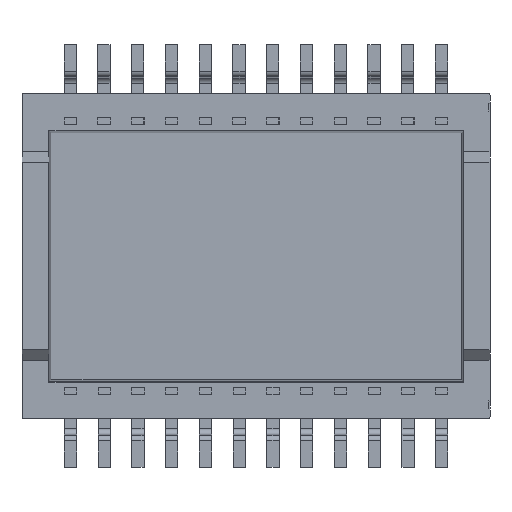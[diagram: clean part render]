
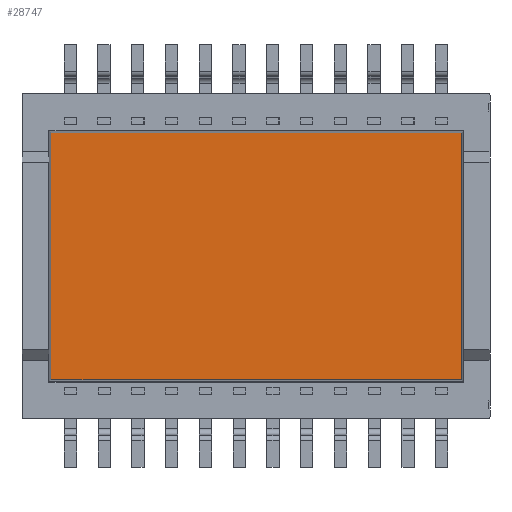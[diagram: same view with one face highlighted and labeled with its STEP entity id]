
A CAD part, top view. The second image highlights one B-rep face of the part: STEP entity #28747.
In plain terms, the highlighted planar face has unit normal (0, 0, 1).
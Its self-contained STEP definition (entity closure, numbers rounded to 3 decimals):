
#2971=ORIENTED_EDGE('',*,*,#8251,.F.);
#2972=ORIENTED_EDGE('',*,*,#8252,.T.);
#2973=ORIENTED_EDGE('',*,*,#8253,.T.);
#2974=ORIENTED_EDGE('',*,*,#8254,.F.);
#8251=EDGE_CURVE('',#10904,#10905,#12962,.T.);
#8252=EDGE_CURVE('',#10904,#10906,#12963,.T.);
#8253=EDGE_CURVE('',#10906,#10907,#12964,.T.);
#8254=EDGE_CURVE('',#10905,#10907,#12965,.T.);
#10904=VERTEX_POINT('',#41796);
#10905=VERTEX_POINT('',#41797);
#10906=VERTEX_POINT('',#41799);
#10907=VERTEX_POINT('',#41801);
#12962=LINE('',#41795,#15339);
#12963=LINE('',#41798,#15340);
#12964=LINE('',#41800,#15341);
#12965=LINE('',#41802,#15342);
#15339=VECTOR('',#33055,1000.);
#15340=VECTOR('',#33056,1000.);
#15341=VECTOR('',#33057,1000.);
#15342=VECTOR('',#33058,1000.);
#17341=EDGE_LOOP('',(#2971,#2972,#2973,#2974));
#18572=FACE_BOUND('',#17341,.T.);
#19664=PLANE('',#30108);
#28747=ADVANCED_FACE('',(#18572),#19664,.T.);
#30108=AXIS2_PLACEMENT_3D('',#41794,#33053,#33054);
#33053=DIRECTION('',(0.,0.,1.));
#33054=DIRECTION('',(1.,0.,0.));
#33055=DIRECTION('',(-1.,0.,0.));
#33056=DIRECTION('',(0.,1.,0.));
#33057=DIRECTION('',(-1.,0.,0.));
#33058=DIRECTION('',(0.,1.,0.));
#41794=CARTESIAN_POINT('',(0.,0.,-2.225));
#41795=CARTESIAN_POINT('',(0.,-4.647,-2.225));
#41796=CARTESIAN_POINT('',(7.737,-4.647,-2.225));
#41797=CARTESIAN_POINT('',(-7.712,-4.647,-2.225));
#41798=CARTESIAN_POINT('',(7.737,0.,-2.225));
#41799=CARTESIAN_POINT('',(7.737,4.647,-2.225));
#41800=CARTESIAN_POINT('',(0.,4.647,-2.225));
#41801=CARTESIAN_POINT('',(-7.712,4.647,-2.225));
#41802=CARTESIAN_POINT('',(-7.712,0.,-2.225));
